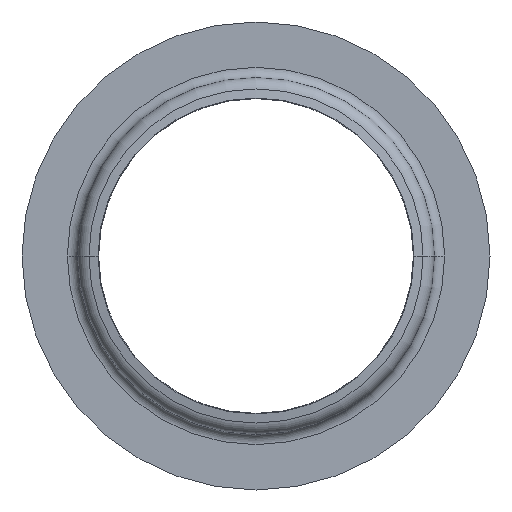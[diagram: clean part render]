
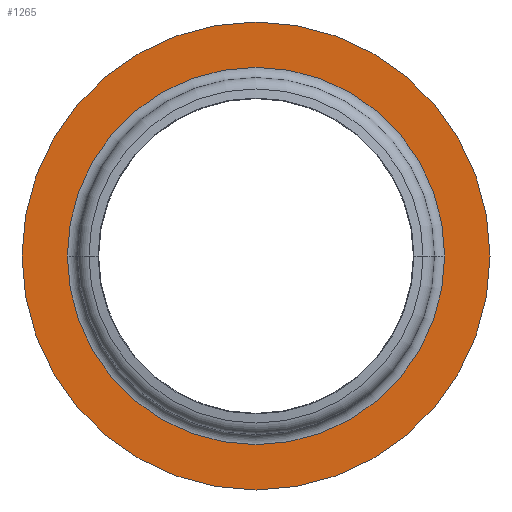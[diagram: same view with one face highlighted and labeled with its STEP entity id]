
A CAD part, front view. The second image highlights one B-rep face of the part: STEP entity #1265.
In plain terms, the highlighted planar face has unit normal (0, -1, 0).
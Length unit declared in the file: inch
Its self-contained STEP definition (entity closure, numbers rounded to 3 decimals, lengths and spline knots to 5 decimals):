
#512=CARTESIAN_POINT('',(0.,1.656,0.));
#513=DIRECTION('',(0.,1.,0.));
#514=DIRECTION('',(1.,0.,0.));
#515=AXIS2_PLACEMENT_3D('',#512,#513,#514);
#527=CARTESIAN_POINT('',(0.,1.656,0.));
#528=DIRECTION('',(0.,-1.,0.));
#529=DIRECTION('',(1.,0.,0.));
#530=AXIS2_PLACEMENT_3D('',#527,#528,#529);
#542=CARTESIAN_POINT('',(0.,1.656,0.));
#543=DIRECTION('',(0.,1.,0.));
#544=DIRECTION('',(1.,0.,0.));
#545=AXIS2_PLACEMENT_3D('',#542,#543,#544);
#550=CARTESIAN_POINT('',(0.,1.656,0.));
#551=DIRECTION('',(0.,-1.,0.));
#552=DIRECTION('',(1.,0.,0.));
#553=AXIS2_PLACEMENT_3D('',#550,#551,#552);
#880=CARTESIAN_POINT('',(2.245,1.656,0.));
#882=VERTEX_POINT('',#880);
#884=CARTESIAN_POINT('',(-2.245,1.656,0.));
#886=VERTEX_POINT('',#884);
#888=CARTESIAN_POINT('',(1.81,1.656,0.));
#889=VERTEX_POINT('',#888);
#892=CARTESIAN_POINT('',(-1.81,1.656,0.));
#893=VERTEX_POINT('',#892);
#1250=CARTESIAN_POINT('',(0.,1.656,0.));
#1251=DIRECTION('',(0.,1.,0.));
#1252=DIRECTION('',(1.,0.,0.));
#1253=AXIS2_PLACEMENT_3D('',#1250,#1251,#1252);
#1254=PLANE('',#1253);
#1255=ORIENTED_EDGE('',*,*,#1243,.F.);
#1256=ORIENTED_EDGE('',*,*,#1232,.T.);
#1257=EDGE_LOOP('',(#1255,#1256));
#1258=FACE_OUTER_BOUND('',#1257,.F.);
#1260=ORIENTED_EDGE('',*,*,#1259,.F.);
#1262=ORIENTED_EDGE('',*,*,#1261,.T.);
#1263=EDGE_LOOP('',(#1260,#1262));
#1264=FACE_BOUND('',#1263,.F.);
#516=CIRCLE('',#515,2.245);
#531=CIRCLE('',#530,2.245);
#546=CIRCLE('',#545,1.81);
#554=CIRCLE('',#553,1.81);
#1232=EDGE_CURVE('',#882,#886,#516,.T.);
#1243=EDGE_CURVE('',#882,#886,#531,.T.);
#1259=EDGE_CURVE('',#889,#893,#546,.T.);
#1261=EDGE_CURVE('',#889,#893,#554,.T.);
#1265=ADVANCED_FACE('',(#1258,#1264),#1254,.F.);
